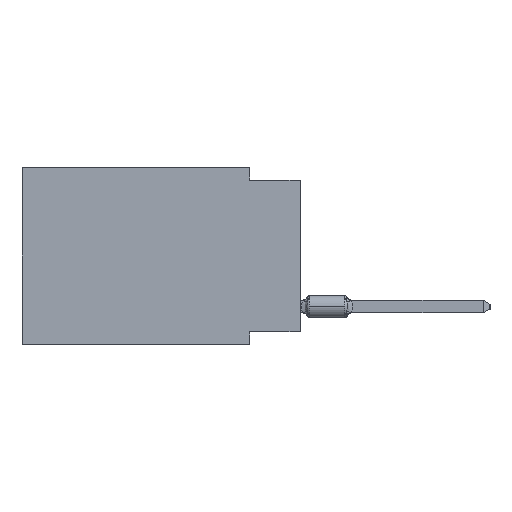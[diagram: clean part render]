
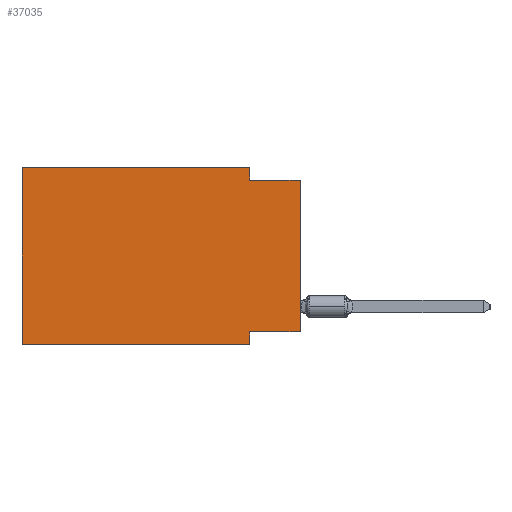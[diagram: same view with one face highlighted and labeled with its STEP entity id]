
A CAD part, left-side view. The second image highlights one B-rep face of the part: STEP entity #37035.
In plain terms, the highlighted planar face has unit normal (-1, 0, 0).
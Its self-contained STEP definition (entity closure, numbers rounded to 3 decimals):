
#407 = LINE ( 'NONE', #29626, #42415 ) ;
#457 = LINE ( 'NONE', #19039, #18150 ) ;
#1150 = VERTEX_POINT ( 'NONE', #54463 ) ;
#3001 = CARTESIAN_POINT ( 'NONE',  ( 0., 2.54, 0. ) ) ;
#4063 = CARTESIAN_POINT ( 'NONE',  ( 0., 2.54, -8.89 ) ) ;
#4248 = CARTESIAN_POINT ( 'NONE',  ( 0., 2.54, -8.255 ) ) ;
#4605 = CARTESIAN_POINT ( 'NONE',  ( 0., 2.54, -8.89 ) ) ;
#4950 = DIRECTION ( 'NONE',  ( 0., 0., -1. ) ) ;
#5980 = ORIENTED_EDGE ( 'NONE', *, *, #27873, .T. ) ;
#6731 = EDGE_CURVE ( 'NONE', #1150, #25865, #457, .T. ) ;
#7760 = CARTESIAN_POINT ( 'NONE',  ( 0., 2.54, 0. ) ) ;
#8208 = VECTOR ( 'NONE', #35259, 1000. ) ;
#9015 = EDGE_CURVE ( 'NONE', #44221, #42303, #42405, .T. ) ;
#10749 = DIRECTION ( 'NONE',  ( 0., 0., 1. ) ) ;
#11015 = EDGE_LOOP ( 'NONE', ( #21073, #23395, #31548, #29354, #12970, #5980, #25648, #46929 ) ) ;
#12970 = ORIENTED_EDGE ( 'NONE', *, *, #56805, .F. ) ;
#14674 = LINE ( 'NONE', #4063, #45120 ) ;
#15068 = LINE ( 'NONE', #19365, #30852 ) ;
#15969 = CARTESIAN_POINT ( 'NONE',  ( 0., 0., -0.635 ) ) ;
#16160 = EDGE_CURVE ( 'NONE', #20624, #42303, #33453, .T. ) ;
#18009 = VECTOR ( 'NONE', #30613, 1000. ) ;
#18150 = VECTOR ( 'NONE', #28478, 1000. ) ;
#18552 = EDGE_CURVE ( 'NONE', #55930, #35444, #14674, .T. ) ;
#19039 = CARTESIAN_POINT ( 'NONE',  ( 0., 13.97, 0. ) ) ;
#19365 = CARTESIAN_POINT ( 'NONE',  ( 0., 13.97, -8.89 ) ) ;
#19701 = FACE_OUTER_BOUND ( 'NONE', #11015, .T. ) ;
#20624 = VERTEX_POINT ( 'NONE', #53101 ) ;
#21073 = ORIENTED_EDGE ( 'NONE', *, *, #16160, .T. ) ;
#23000 = CARTESIAN_POINT ( 'NONE',  ( 0., 2.54, -0.635 ) ) ;
#23395 = ORIENTED_EDGE ( 'NONE', *, *, #9015, .F. ) ;
#25648 = ORIENTED_EDGE ( 'NONE', *, *, #18552, .F. ) ;
#25865 = VERTEX_POINT ( 'NONE', #7760 ) ;
#26135 = LINE ( 'NONE', #3001, #8208 ) ;
#27873 = EDGE_CURVE ( 'NONE', #50049, #35444, #15068, .T. ) ;
#28478 = DIRECTION ( 'NONE',  ( 0., -1., 0. ) ) ;
#29098 = DIRECTION ( 'NONE',  ( 0., -1., 0. ) ) ;
#29158 = DIRECTION ( 'NONE',  ( 0., 0., -1. ) ) ;
#29354 = ORIENTED_EDGE ( 'NONE', *, *, #6731, .F. ) ;
#29626 = CARTESIAN_POINT ( 'NONE',  ( 0., 13.97, 0. ) ) ;
#30613 = DIRECTION ( 'NONE',  ( 0., 1., 0. ) ) ;
#30852 = VECTOR ( 'NONE', #29098, 1000. ) ;
#31548 = ORIENTED_EDGE ( 'NONE', *, *, #43736, .F. ) ;
#32979 = CARTESIAN_POINT ( 'NONE',  ( 0., 0., -0.635 ) ) ;
#33453 = LINE ( 'NONE', #37739, #40609 ) ;
#33995 = LINE ( 'NONE', #47987, #18009 ) ;
#35259 = DIRECTION ( 'NONE',  ( 0., 0., -1. ) ) ;
#35444 = VERTEX_POINT ( 'NONE', #4605 ) ;
#37035 = ADVANCED_FACE ( 'NONE', ( #19701 ), #52296, .F. ) ;
#37739 = CARTESIAN_POINT ( 'NONE',  ( 0., 0., 0. ) ) ;
#40609 = VECTOR ( 'NONE', #52028, 1000. ) ;
#42303 = VERTEX_POINT ( 'NONE', #15969 ) ;
#42405 = LINE ( 'NONE', #32979, #56082 ) ;
#42415 = VECTOR ( 'NONE', #10749, 1000. ) ;
#42875 = EDGE_CURVE ( 'NONE', #20624, #55930, #33995, .T. ) ;
#43141 = CARTESIAN_POINT ( 'NONE',  ( 0., 13.97, 0. ) ) ;
#43736 = EDGE_CURVE ( 'NONE', #25865, #44221, #26135, .T. ) ;
#43758 = DIRECTION ( 'NONE',  ( 1., 0., 0. ) ) ;
#44221 = VERTEX_POINT ( 'NONE', #23000 ) ;
#45120 = VECTOR ( 'NONE', #4950, 1000. ) ;
#46696 = DIRECTION ( 'NONE',  ( 0., -1., 0. ) ) ;
#46929 = ORIENTED_EDGE ( 'NONE', *, *, #42875, .F. ) ;
#47261 = AXIS2_PLACEMENT_3D ( 'NONE', #43141, #43758, #29158 ) ;
#47987 = CARTESIAN_POINT ( 'NONE',  ( 0., 0., -8.255 ) ) ;
#48575 = CARTESIAN_POINT ( 'NONE',  ( 0., 13.97, -8.89 ) ) ;
#50049 = VERTEX_POINT ( 'NONE', #48575 ) ;
#52028 = DIRECTION ( 'NONE',  ( 0., 0., 1. ) ) ;
#52296 = PLANE ( 'NONE',  #47261 ) ;
#53101 = CARTESIAN_POINT ( 'NONE',  ( 0., 0., -8.255 ) ) ;
#54463 = CARTESIAN_POINT ( 'NONE',  ( 0., 13.97, 0. ) ) ;
#55930 = VERTEX_POINT ( 'NONE', #4248 ) ;
#56082 = VECTOR ( 'NONE', #46696, 1000. ) ;
#56805 = EDGE_CURVE ( 'NONE', #50049, #1150, #407, .T. ) ;
